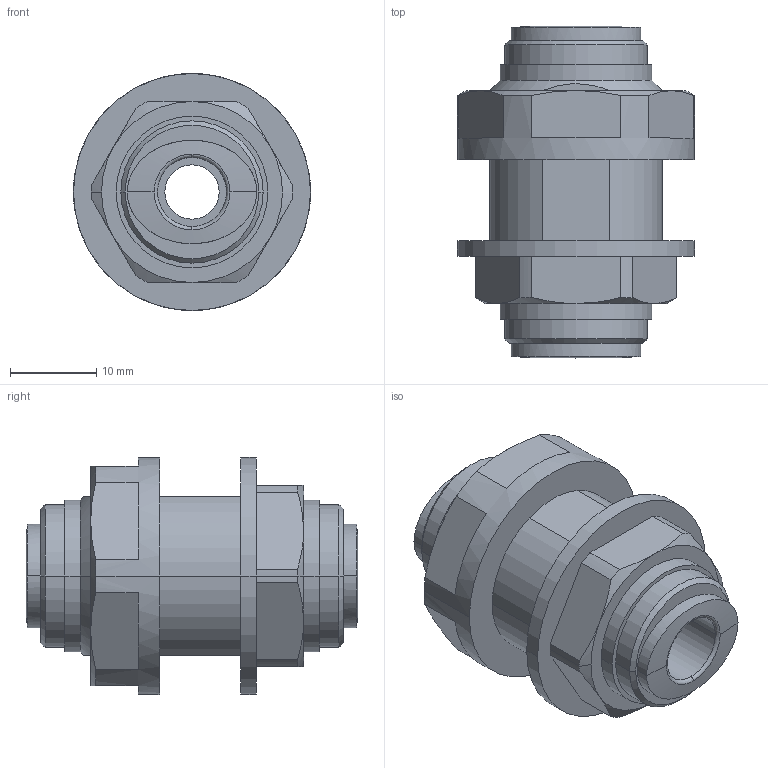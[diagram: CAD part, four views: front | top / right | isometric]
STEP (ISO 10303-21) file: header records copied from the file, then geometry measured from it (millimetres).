
FILE_DESCRIPTION (( 'STEP AP214' ), '1' );
FILE_NAME ('UB516-P.step', '2017-08-29T20:59:06', ( '' ), ( '' ), 'SwSTEP 2.0', 'SolidWorks 2017', '' );
FILE_SCHEMA (( 'AUTOMOTIVE_DESIGN' ));
Length unit declared in the file: inch
Products named in the file (1): UB516-P
Bounding box: 27.5 x 38.5 x 27.5 mm (x, y, z)
Volume: 11453.5 mm3; surface area: 5284.8 mm2
Topology: 1 solids, 1 shells, 93 faces, 228 edges, 142 vertices
Faces by surface type: plane 31, cylinder 30, cone 20, bspline 12
Entity records: 4342 total; most frequent: CARTESIAN_POINT 2162, ORIENTED_EDGE 456, DIRECTION 442, EDGE_CURVE 228, AXIS2_PLACEMENT_3D 184, VERTEX_POINT 142, EDGE_LOOP 104, CIRCLE 102
